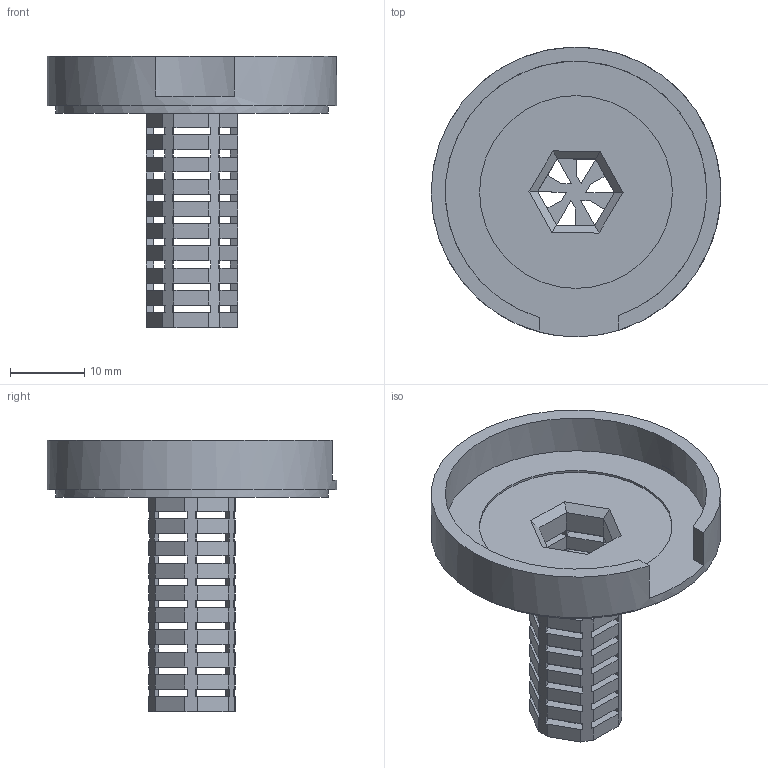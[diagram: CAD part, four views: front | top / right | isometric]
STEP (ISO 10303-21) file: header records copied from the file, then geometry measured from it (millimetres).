
FILE_DESCRIPTION(/* description */ (''),/* implementation_level */ '2;1');
FILE_NAME(/* name */ (''),/* time_stamp */ '2022-02-15T14:33:39+08:00',/* author */ (''),/* organization */ (''),/* preprocessor_version */ 'ST-DEVELOPER v18.1',/* originating_system */ 'Autodesk Translation Framework v10.13.0.1454',/* authorisation */ '');
FILE_SCHEMA (('AUTOMOTIVE_DESIGN { 1 0 10303 214 3 1 1 }'));
Length unit declared in the file: millimetre
Products named in the file (1): led
Bounding box: 39.13 x 39.13 x 36.7 mm (x, y, z)
Volume: 4384 mm3; surface area: 6221.7 mm2
Topology: 1 solids, 1 shells, 392 faces, 1162 edges, 662 vertices
Faces by surface type: plane 388, cylinder 4
Full cylindrical faces by diameter (mm): 26.051 x1, 36.8 x1, 39.126 x1
Entity records: 12713 total; most frequent: ORIENTED_EDGE 2324, CARTESIAN_POINT 2217, DIRECTION 1968, EDGE_CURVE 1162, LINE 1142, VECTOR 1142, VERTEX_POINT 662, AXIS2_PLACEMENT_3D 413
